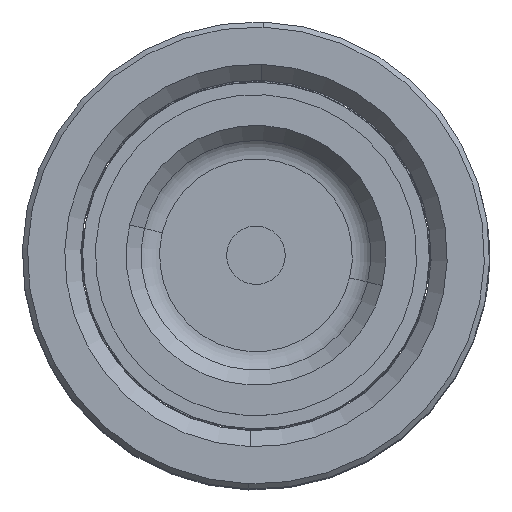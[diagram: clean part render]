
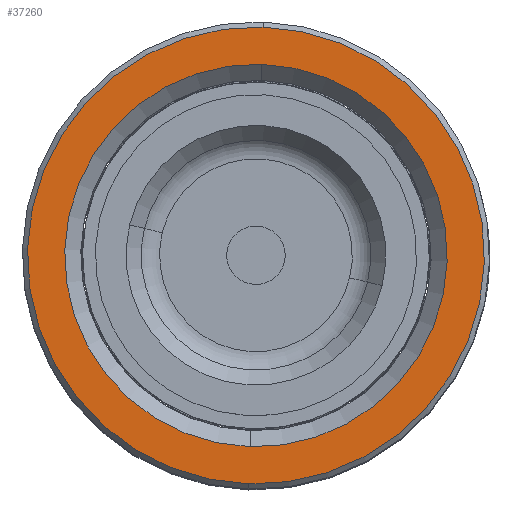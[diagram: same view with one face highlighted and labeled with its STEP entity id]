
A CAD part, top view. The second image highlights one B-rep face of the part: STEP entity #37260.
In plain terms, the highlighted planar face has unit normal (0, 0, 1).
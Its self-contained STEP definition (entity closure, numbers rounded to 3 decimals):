
#691 = DIRECTION ( 'NONE',  ( 1., 0., 0. ) ) ;
#907 = EDGE_CURVE ( 'NONE', #35427, #12830, #20421, .T. ) ;
#3209 = CARTESIAN_POINT ( 'NONE',  ( -31.3, 0., 80. ) ) ;
#3891 = AXIS2_PLACEMENT_3D ( 'NONE', #14989, #32885, #36011 ) ;
#4933 = CARTESIAN_POINT ( 'NONE',  ( 0., 0., 80. ) ) ;
#5043 = CIRCLE ( 'NONE', #26940, 26.2 ) ;
#5065 = DIRECTION ( 'NONE',  ( 1., 0., 0. ) ) ;
#6199 = EDGE_CURVE ( 'NONE', #7810, #27457, #5043, .T. ) ;
#6248 = FACE_BOUND ( 'NONE', #20485, .T. ) ;
#6586 = DIRECTION ( 'NONE',  ( 0., 0., 1. ) ) ;
#7810 = VERTEX_POINT ( 'NONE', #20455 ) ;
#9855 = DIRECTION ( 'NONE',  ( 0., 0., -1. ) ) ;
#11568 = DIRECTION ( 'NONE',  ( 1., 0., 0. ) ) ;
#12029 = EDGE_LOOP ( 'NONE', ( #32507, #18337 ) ) ;
#12830 = VERTEX_POINT ( 'NONE', #3209 ) ;
#13274 = AXIS2_PLACEMENT_3D ( 'NONE', #32493, #17499, #11568 ) ;
#13306 = FACE_OUTER_BOUND ( 'NONE', #12029, .T. ) ;
#14989 = CARTESIAN_POINT ( 'NONE',  ( 0., 0., 80. ) ) ;
#17499 = DIRECTION ( 'NONE',  ( 0., 0., -1. ) ) ;
#18025 = CARTESIAN_POINT ( 'NONE',  ( 31.3, 0., 80. ) ) ;
#18337 = ORIENTED_EDGE ( 'NONE', *, *, #907, .T. ) ;
#19628 = CIRCLE ( 'NONE', #33049, 31.3 ) ;
#20421 = CIRCLE ( 'NONE', #3891, 31.3 ) ;
#20455 = CARTESIAN_POINT ( 'NONE',  ( 26.2, 0., 80. ) ) ;
#20485 = EDGE_LOOP ( 'NONE', ( #31669, #29652 ) ) ;
#20920 = EDGE_CURVE ( 'NONE', #12830, #35427, #19628, .T. ) ;
#21578 = CARTESIAN_POINT ( 'NONE',  ( 0., 0., 80. ) ) ;
#26940 = AXIS2_PLACEMENT_3D ( 'NONE', #30918, #9855, #33802 ) ;
#27457 = VERTEX_POINT ( 'NONE', #32021 ) ;
#27595 = PLANE ( 'NONE',  #35358 ) ;
#28018 = EDGE_CURVE ( 'NONE', #27457, #7810, #32018, .T. ) ;
#29652 = ORIENTED_EDGE ( 'NONE', *, *, #28018, .T. ) ;
#30918 = CARTESIAN_POINT ( 'NONE',  ( 0., 0., 80. ) ) ;
#31669 = ORIENTED_EDGE ( 'NONE', *, *, #6199, .T. ) ;
#32018 = CIRCLE ( 'NONE', #13274, 26.2 ) ;
#32021 = CARTESIAN_POINT ( 'NONE',  ( -26.2, 0., 80. ) ) ;
#32304 = DIRECTION ( 'NONE',  ( 0., 0., 1. ) ) ;
#32493 = CARTESIAN_POINT ( 'NONE',  ( 0., 0., 80. ) ) ;
#32507 = ORIENTED_EDGE ( 'NONE', *, *, #20920, .T. ) ;
#32885 = DIRECTION ( 'NONE',  ( 0., 0., 1. ) ) ;
#33049 = AXIS2_PLACEMENT_3D ( 'NONE', #21578, #6586, #691 ) ;
#33802 = DIRECTION ( 'NONE',  ( 1., 0., 0. ) ) ;
#35358 = AXIS2_PLACEMENT_3D ( 'NONE', #4933, #32304, #5065 ) ;
#35427 = VERTEX_POINT ( 'NONE', #18025 ) ;
#36011 = DIRECTION ( 'NONE',  ( 1., 0., 0. ) ) ;
#37260 = ADVANCED_FACE ( 'NONE', ( #13306, #6248 ), #27595, .T. ) ;
